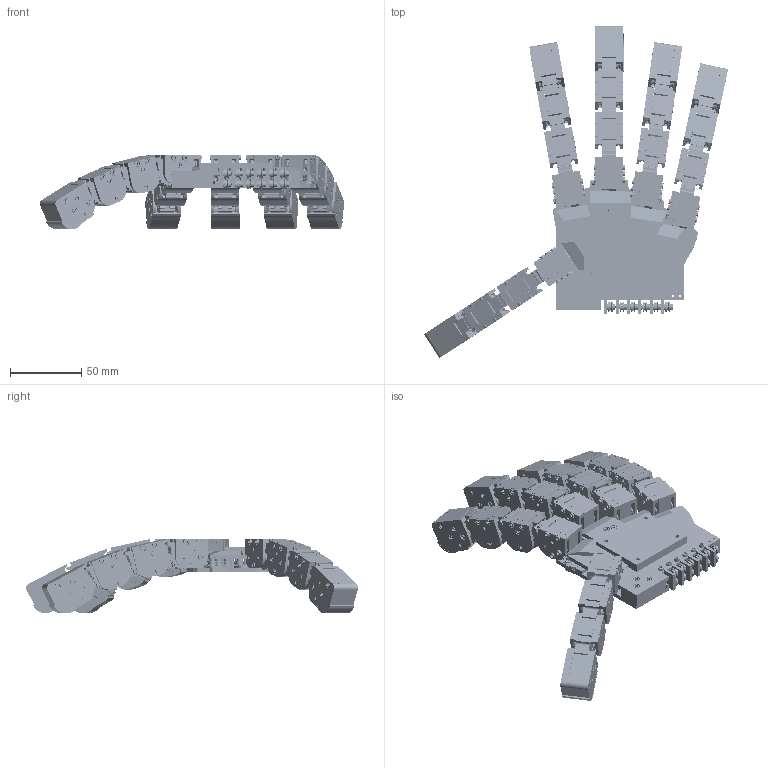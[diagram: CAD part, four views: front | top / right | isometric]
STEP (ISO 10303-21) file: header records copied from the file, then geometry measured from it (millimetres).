
FILE_DESCRIPTION(('CATIA V5 STEP Exchange'),'2;1');
FILE_NAME('BPI Softhand.stp','2022-09-30T13:42:02+00:00',('none'),('none'),'CATIA Version 5 Release 21 GA (IN-10)','CATIA V5 STEP AP214','none');
FILE_SCHEMA(('AUTOMOTIVE_DESIGN { 1 0 10303 214 1 1 1 1 }'));
Length unit declared in the file: millimetre
Products named in the file (23): Product3; hand_v2_palm; hand_v2_palm_cover_p1; bearing_sup1; BearingD7W3; M2x6BOLT.1; Product1; FINGERTIP; Part1.1; hand_v2_fingertip_cover; hand_v2_fingertip_cover_mirrorside; M2x6BOLT; Fingertip_rubber; Product3.1; Part1.2; hand_v2_mid_cover_mirrorside.1.1; hand_v2_fingertip_cover_mirrorside.1; Product4; Part1; hand_v2_base_cover_mirrorside.1.1; hand_v2_base_cover_mirrorside.1.1.1; phalange_connector; M2x6BOLT.1.1
Assembly tree (139 placements, depth 4):
  Product3
    hand_v2_palm
    hand_v2_palm_cover_p1
    bearing_sup1  x6
    BearingD7W3  x19
    M2x6BOLT.1  x19
    Product1  x5
      FINGERTIP
        Part1.1
        hand_v2_fingertip_cover
        hand_v2_fingertip_cover_mirrorside
        BearingD7W3  x8
        M2x6BOLT
        M2x6BOLT.1  x10
        Fingertip_rubber
      Product3.1
        Part1.2
        hand_v2_mid_cover_mirrorside.1.1
        hand_v2_fingertip_cover_mirrorside.1
        BearingD7W3  x6
        M2x6BOLT  x2
        M2x6BOLT.1  x8
      Product4
        Part1
        hand_v2_base_cover_mirrorside.1.1
        hand_v2_base_cover_mirrorside.1.1.1
        BearingD7W3  x6
        M2x6BOLT
        M2x6BOLT.1  x10
      BearingD7W3
      phalange_connector
      M2x6BOLT.1.1
    M2x6BOLT.1.1  x11
Bounding box: 212.82 x 232.28 x 52.03 mm (x, y, z)
Volume: 244888 mm3; surface area: 245625.2 mm2
Topology: 517 solids, 517 shells, 14130 faces, 33978 edges, 22085 vertices
Faces by surface type: plane 5652, cylinder 4994, bspline 1740, cone 1704, extrusion 40
Entity records: 52086 total; most frequent: CARTESIAN_POINT 13718, ORIENTED_EDGE 8552, DIRECTION 5871, EDGE_CURVE 4276, VERTEX_POINT 2816, AXIS2_PLACEMENT_3D 2591, VECTOR 2116, LINE 2109
